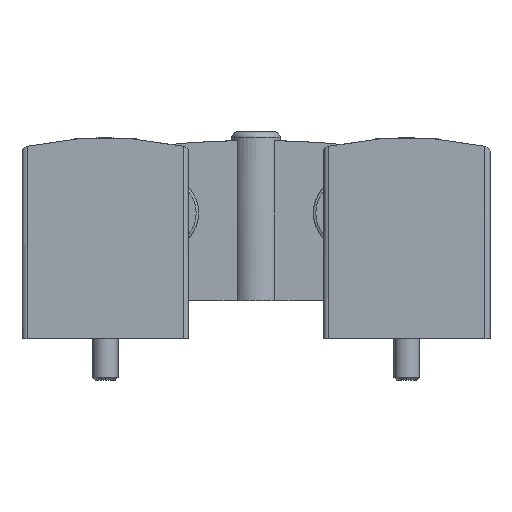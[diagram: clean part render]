
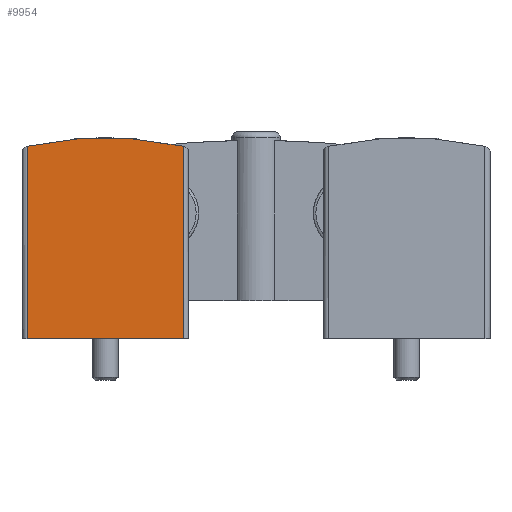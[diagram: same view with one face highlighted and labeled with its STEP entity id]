
A CAD part, top view. The second image highlights one B-rep face of the part: STEP entity #9954.
In plain terms, the highlighted planar face has unit normal (0, 0, 1).
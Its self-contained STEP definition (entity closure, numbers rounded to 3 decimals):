
#161=PLANE('',#10619);
#581=LINE('',#14599,#1244);
#653=LINE('',#14907,#1316);
#654=LINE('',#14908,#1317);
#1244=VECTOR('',#11815,1000.);
#1316=VECTOR('',#12077,1000.);
#1317=VECTOR('',#12078,1000.);
#2639=ORIENTED_EDGE('',*,*,#4587,.F.);
#2640=ORIENTED_EDGE('',*,*,#4484,.T.);
#2641=ORIENTED_EDGE('',*,*,#4588,.T.);
#2642=ORIENTED_EDGE('',*,*,#4444,.T.);
#4444=EDGE_CURVE('',#5493,#5492,#581,.T.);
#4484=EDGE_CURVE('',#5528,#5529,#6091,.T.);
#4587=EDGE_CURVE('',#5528,#5492,#653,.T.);
#4588=EDGE_CURVE('',#5529,#5493,#654,.T.);
#5492=VERTEX_POINT('',#14598);
#5493=VERTEX_POINT('',#14600);
#5528=VERTEX_POINT('',#14681);
#5529=VERTEX_POINT('',#14682);
#6091=CIRCLE('',#10549,35.);
#6561=EDGE_LOOP('',(#2639,#2640,#2641,#2642));
#7125=FACE_BOUND('',#6561,.T.);
#9954=ADVANCED_FACE('',(#7125),#161,.F.);
#10549=AXIS2_PLACEMENT_3D('',#14680,#11885,#11886);
#10619=AXIS2_PLACEMENT_3D('',#14906,#12075,#12076);
#11815=DIRECTION('',(1.,0.,0.));
#11885=DIRECTION('',(0.,0.,1.));
#11886=DIRECTION('',(1.,0.,0.));
#12075=DIRECTION('',(0.,0.,-1.));
#12076=DIRECTION('',(-1.,0.,0.));
#12077=DIRECTION('',(0.,-1.,0.));
#12078=DIRECTION('',(0.,-1.,0.));
#14598=CARTESIAN_POINT('',(7.5,0.,8.));
#14599=CARTESIAN_POINT('',(-7.5,0.,8.));
#14600=CARTESIAN_POINT('',(-7.5,0.,8.));
#14680=CARTESIAN_POINT('',(0.,-15.7,8.));
#14681=CARTESIAN_POINT('',(7.5,18.487,8.));
#14682=CARTESIAN_POINT('',(-7.5,18.487,8.));
#14906=CARTESIAN_POINT('',(-7.5,19.3,8.));
#14907=CARTESIAN_POINT('',(7.5,19.3,8.));
#14908=CARTESIAN_POINT('',(-7.5,19.3,8.));
